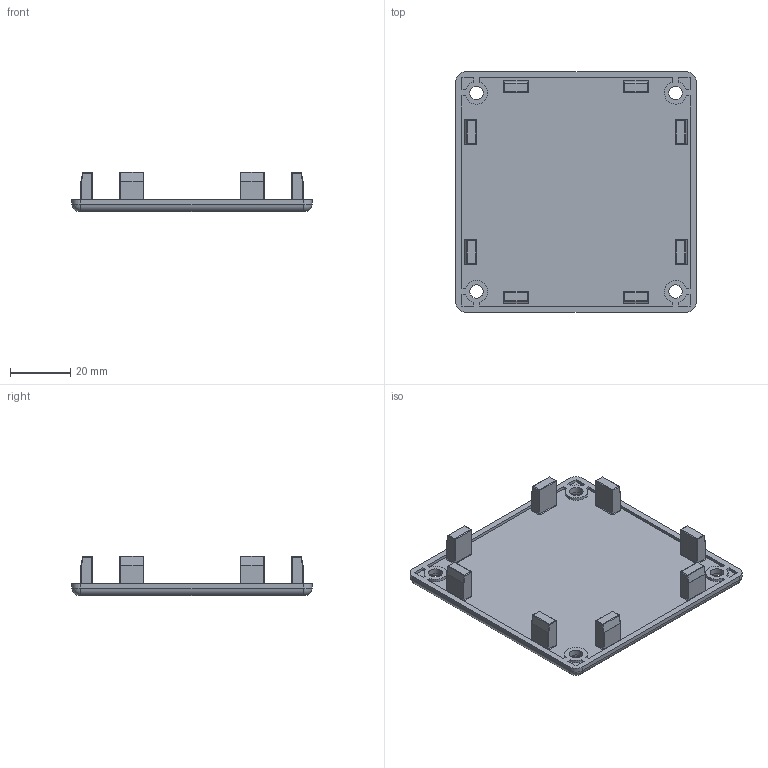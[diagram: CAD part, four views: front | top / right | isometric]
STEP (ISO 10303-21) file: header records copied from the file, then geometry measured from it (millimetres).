
FILE_DESCRIPTION (( 'STEP AP214' ), '1' );
FILE_NAME ('091195.STEP', '2014-08-22T05:53:18', ( '' ), ( '' ), 'SwSTEP 2.0', 'SolidWorks 2014', '' );
FILE_SCHEMA (( 'AUTOMOTIVE_DESIGN' ));
Length unit declared in the file: millimetre
Products named in the file (1): 091195
Bounding box: 80 x 80 x 13 mm (x, y, z)
Volume: 21399.6 mm3; surface area: 16068.7 mm2
Topology: 1 solids, 1 shells, 329 faces, 754 edges, 404 vertices
Faces by surface type: cylinder 154, plane 91, sphere 48, torus 36
Entity records: 8874 total; most frequent: DIRECTION 1718, CARTESIAN_POINT 1448, ORIENTED_EDGE 1428, EDGE_CURVE 714, AXIS2_PLACEMENT_3D 674, VERTEX_POINT 404, VECTOR 370, LINE 370
